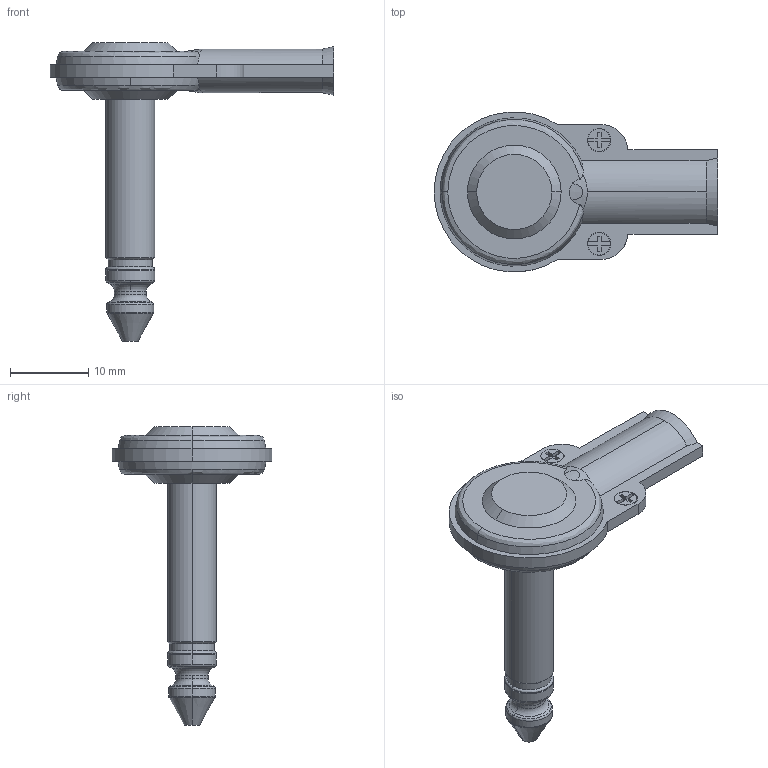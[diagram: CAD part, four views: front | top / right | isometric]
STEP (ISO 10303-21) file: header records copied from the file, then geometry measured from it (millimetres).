
FILE_DESCRIPTION (( 'STEP AP214' ), '1' );
FILE_NAME ('50-00423.STEP', '2014-08-28T20:16:04', ( 'Tensility' ), ( '' ), 'SwSTEP 2.0', 'SolidWorks 2014', '' );
FILE_SCHEMA (( 'AUTOMOTIVE_DESIGN' ));
Length unit declared in the file: millimetre
Products named in the file (1): 50-00423
Bounding box: 36.3 x 20.45 x 38.2 mm (x, y, z)
Volume: 1940.7 mm3; surface area: 3177.4 mm2
Topology: 2 solids, 2 shells, 193 faces, 493 edges, 317 vertices
Faces by surface type: cylinder 59, plane 57, bspline 38, cone 27, torus 12
Entity records: 8724 total; most frequent: CARTESIAN_POINT 4209, ORIENTED_EDGE 986, DIRECTION 816, EDGE_CURVE 493, AXIS2_PLACEMENT_3D 318, VERTEX_POINT 317, EDGE_LOOP 212, ADVANCED_FACE 193
